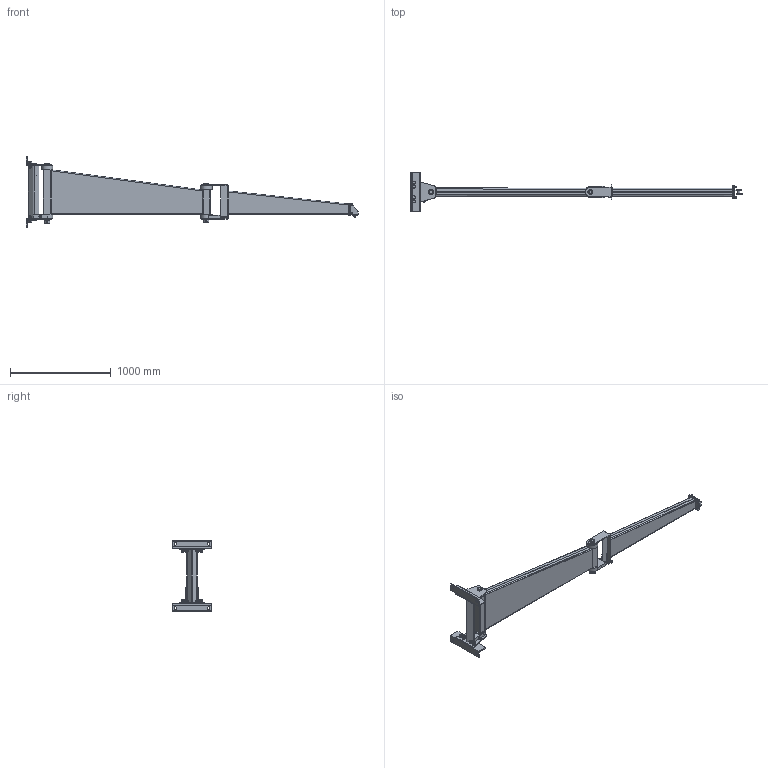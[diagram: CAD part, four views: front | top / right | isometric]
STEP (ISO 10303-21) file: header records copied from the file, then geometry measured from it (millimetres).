
FILE_DESCRIPTION(('STEP AP214'),'1');
FILE_NAME('PMH Väggsvängkran Hymer 250-3.stp','2013-08-16T07:53:41',(' '),(' '),'Spatial InterOp 3D',' ',' ');
FILE_SCHEMA(('automotive_design'));
Length unit declared in the file: millimetre
Products named in the file (90): Innre Kn_ckarm 250_3; Lagerbox IV / V; KKR 80x80, T=5, L = 440; Armprofil 1 250/3; KKR 80x80, T=5, L=240; Hymer 250kg 3m; Axel Kn_ckarm; Axelkant III / IV; Axel III / IV; Distansbricka III / IV; Hylsa III / IV; Bultf_rband M8x65; DIN_985 M8; M6S M8x65; Yttre kn_ckarm 250_3; Öra, Plattjärn 90x10, L=250; Plattjärn 90x10, L=325; Plattjärn 60x5, L=325; Plattjärn 30x5, L=25; Armprofil 2 250/3; Fästöra; F_stplatta Typ 2; Axel; Spårring; Fästplatta; Bolt Assembly; M6S M12x40; DIN_985 M12; Bultf_rband M12x40; Broms Pelare IV; Bromsback IV; Gängstång M10x130; M6M M10; Tryckfjäder Ø14/10,5, L=55 on Compression; PMH Vaggsvangkran Hymer 250-3; V_ggf_ste IV; Fästöra IV; KKR 80, L=525; M6S M20x50; DIN_985 M20 ...
Assembly tree (97 placements, depth 5):
  PMH Vaggsvangkran Hymer 250-3
    Hymer 250kg 3m
      Innre Kn_ckarm 250_3
        Lagerbox IV / V
        Lagerbox IV / V
        Lagerbox IV / V  x2
        KKR 80x80, T=5, L = 440
        Armprofil 1 250/3
        Armprofil 1 250/3
        KKR 80x80, T=5, L=240
      Axel Kn_ckarm
        Axelkant III / IV
        Axel III / IV
        Distansbricka III / IV
        Hylsa III / IV
        Bultf_rband M8x65
          DIN_985 M8
          M6S M8x65
      Yttre kn_ckarm 250_3
        Öra, Plattjärn 90x10, L=250
        Öra, Plattjärn 90x10, L=250
        Plattjärn 90x10, L=325
        Plattjärn 60x5, L=325
        Plattjärn 30x5, L=25
        Plattjärn 30x5, L=25
        Armprofil 2 250/3
        Armprofil 2 250/3
        Fästöra
      F_stplatta Typ 2
        Fästöra
        Fästöra
        Axel
        Spårring
        Spårring
        Fästplatta
      Bultf_rband M12x40
        Bolt Assembly  x4
          M6S M12x40
          DIN_985 M12
      Broms Pelare IV
        Bromsback IV
        Bolt Assembly
          Gängstång M10x130
          M6M M10
          M6M M10
          Tryckfjäder Ø14/10,5, L=55 on Compression
        Bolt Assembly
          Gängstång M10x130
          M6M M10
          M6M M10
          Tryckfjäder Ø14/10,5, L=55 on Compression
    V_ggf_ste IV
      V_ggf_ste IV
        Fästöra IV
        Fästöra IV
        KKR 80, L=525
      Bultf_rband M20x50
        Bolt Assembly  x4
          M6S M20x50
          DIN_985 M20
Bounding box: 3295 x 390 x 699 mm (x, y, z)
Volume: 16024478.4 mm3; surface area: 5571719.4 mm2
Topology: 79 solids, 94 shells, 1132 faces, 2473 edges, 1533 vertices
Faces by surface type: plane 553, cone 361, cylinder 212, bspline 6
Full cylindrical faces by diameter (mm): 2 x4, 4.5 x2, 7.28 x2, 8 x4, 9 x6, 10 x11, 10.92 x4, 11 x3, 12 x16, 13 x2, 17 x3, 18 x3, 18.2 x8, 19 x4, 20 x21, 21 x16, 25 x5, 26 x1, 30 x8, 35 x6, 35.5 x4, 36 x2, 50 x6, 112 x4
Entity records: 38993 total; most frequent: CARTESIAN_POINT 12521, DIRECTION 3816, ORIENTED_EDGE 3392, EDGE_CURVE 1710, AXIS2_PLACEMENT_3D 1567, EDGE_LOOP 1176, VERTEX_POINT 1164, FACE_OUTER_BOUND 959
